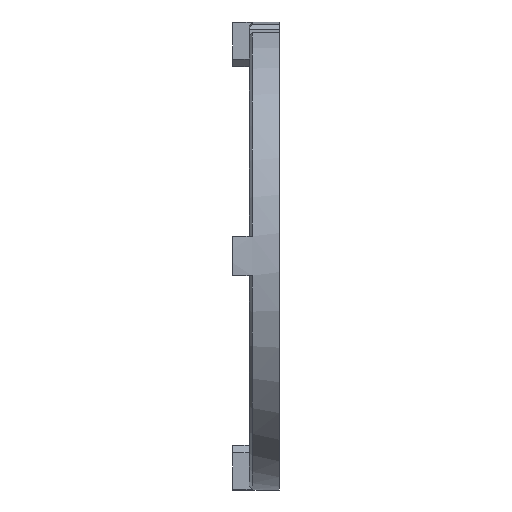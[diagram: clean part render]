
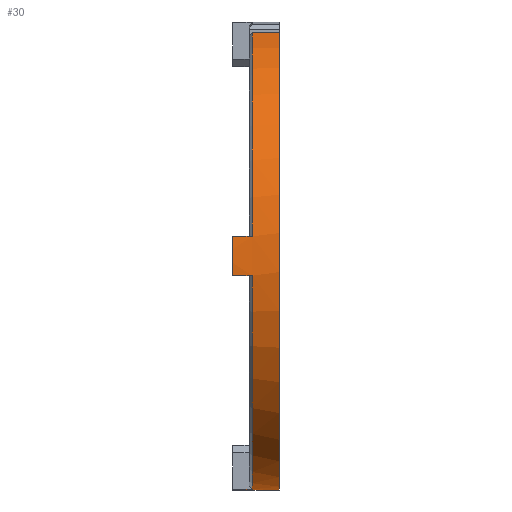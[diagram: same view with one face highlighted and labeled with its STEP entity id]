
A CAD part, left-side view. The second image highlights one B-rep face of the part: STEP entity #30.
In plain terms, the highlighted cylindrical face has radius 30.9 mm (diameter 61.8 mm), a partial arc.
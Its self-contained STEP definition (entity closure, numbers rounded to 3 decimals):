
#11 = DIRECTION ( 'NONE',  ( 0., 1., 0. ) ) ;
#21 = LINE ( 'NONE', #555, #1233 ) ;
#24 = CARTESIAN_POINT ( 'NONE',  ( -9.26, 0., 29.48 ) ) ;
#30 = ADVANCED_FACE ( 'NONE', ( #497 ), #1547, .T. ) ;
#36 = LINE ( 'NONE', #62, #652 ) ;
#62 = CARTESIAN_POINT ( 'NONE',  ( -30.79, 6.2, -2.6 ) ) ;
#67 = AXIS2_PLACEMENT_3D ( 'NONE', #1102, #820, #703 ) ;
#133 = CARTESIAN_POINT ( 'NONE',  ( 0., 6.2, 0. ) ) ;
#175 = DIRECTION ( 'NONE',  ( 0., -1., 0. ) ) ;
#213 = DIRECTION ( 'NONE',  ( 0., 0., 1. ) ) ;
#248 = ORIENTED_EDGE ( 'NONE', *, *, #309, .T. ) ;
#250 = VERTEX_POINT ( 'NONE', #640 ) ;
#256 = DIRECTION ( 'NONE',  ( -1., 0., 0. ) ) ;
#294 = CARTESIAN_POINT ( 'NONE',  ( -9.26, 3.6, 29.48 ) ) ;
#309 = EDGE_CURVE ( 'NONE', #1519, #748, #459, .T. ) ;
#325 = CARTESIAN_POINT ( 'NONE',  ( 0., 4., 0. ) ) ;
#353 = EDGE_LOOP ( 'NONE', ( #461, #450, #1569, #1306, #248, #1377, #528, #357, #1100, #1203 ) ) ;
#357 = ORIENTED_EDGE ( 'NONE', *, *, #910, .T. ) ;
#427 = DIRECTION ( 'NONE',  ( 0., -1., 0. ) ) ;
#450 = ORIENTED_EDGE ( 'NONE', *, *, #1512, .T. ) ;
#453 = CIRCLE ( 'NONE', #1450, 30.9 ) ;
#459 = CIRCLE ( 'NONE', #67, 30.9 ) ;
#461 = ORIENTED_EDGE ( 'NONE', *, *, #1501, .F. ) ;
#469 = VERTEX_POINT ( 'NONE', #607 ) ;
#479 = EDGE_CURVE ( 'NONE', #543, #748, #852, .T. ) ;
#482 = CIRCLE ( 'NONE', #1485, 30.9 ) ;
#495 = CARTESIAN_POINT ( 'NONE',  ( 0., 0., -30.9 ) ) ;
#497 = FACE_OUTER_BOUND ( 'NONE', #353, .T. ) ;
#513 = VECTOR ( 'NONE', #1392, 1000. ) ;
#528 = ORIENTED_EDGE ( 'NONE', *, *, #1276, .F. ) ;
#542 = LINE ( 'NONE', #677, #1165 ) ;
#543 = VERTEX_POINT ( 'NONE', #1535 ) ;
#553 = CARTESIAN_POINT ( 'NONE',  ( -30.79, 3.6, 2.6 ) ) ;
#555 = CARTESIAN_POINT ( 'NONE',  ( 0., 4., -30.9 ) ) ;
#590 = VERTEX_POINT ( 'NONE', #647 ) ;
#607 = CARTESIAN_POINT ( 'NONE',  ( -30.79, 3.6, -2.6 ) ) ;
#640 = CARTESIAN_POINT ( 'NONE',  ( -30.79, 6.2, -2.6 ) ) ;
#647 = CARTESIAN_POINT ( 'NONE',  ( -2.6, 6.2, -30.79 ) ) ;
#652 = VECTOR ( 'NONE', #175, 1000. ) ;
#677 = CARTESIAN_POINT ( 'NONE',  ( -9.26, 4., 29.48 ) ) ;
#693 = AXIS2_PLACEMENT_3D ( 'NONE', #1035, #1158, #213 ) ;
#703 = DIRECTION ( 'NONE',  ( 0., 0., 1. ) ) ;
#708 = VERTEX_POINT ( 'NONE', #495 ) ;
#722 = VERTEX_POINT ( 'NONE', #1754 ) ;
#748 = VERTEX_POINT ( 'NONE', #553 ) ;
#749 = EDGE_CURVE ( 'NONE', #1334, #1519, #542, .T. ) ;
#820 = DIRECTION ( 'NONE',  ( 0., -1., 0. ) ) ;
#836 = DIRECTION ( 'NONE',  ( 0., 0., -1. ) ) ;
#839 = AXIS2_PLACEMENT_3D ( 'NONE', #325, #872, #1410 ) ;
#852 = LINE ( 'NONE', #1152, #997 ) ;
#872 = DIRECTION ( 'NONE',  ( 0., -1., 0. ) ) ;
#876 = DIRECTION ( 'NONE',  ( 0., -1., 0. ) ) ;
#888 = CARTESIAN_POINT ( 'NONE',  ( 0., 0., 0. ) ) ;
#910 = EDGE_CURVE ( 'NONE', #250, #469, #36, .T. ) ;
#983 = LINE ( 'NONE', #1124, #513 ) ;
#997 = VECTOR ( 'NONE', #876, 1000. ) ;
#1035 = CARTESIAN_POINT ( 'NONE',  ( 0., 3.6, 0. ) ) ;
#1100 = ORIENTED_EDGE ( 'NONE', *, *, #1638, .T. ) ;
#1102 = CARTESIAN_POINT ( 'NONE',  ( 0., 3.6, 0. ) ) ;
#1124 = CARTESIAN_POINT ( 'NONE',  ( -2.6, 6.2, -30.79 ) ) ;
#1152 = CARTESIAN_POINT ( 'NONE',  ( -30.79, 6.2, 2.6 ) ) ;
#1158 = DIRECTION ( 'NONE',  ( 0., -1., 0. ) ) ;
#1165 = VECTOR ( 'NONE', #11, 1000. ) ;
#1169 = AXIS2_PLACEMENT_3D ( 'NONE', #1385, #1500, #836 ) ;
#1203 = ORIENTED_EDGE ( 'NONE', *, *, #1560, .F. ) ;
#1233 = VECTOR ( 'NONE', #427, 1000. ) ;
#1276 = EDGE_CURVE ( 'NONE', #250, #543, #453, .T. ) ;
#1282 = CARTESIAN_POINT ( 'NONE',  ( 0., 6.2, -30.9 ) ) ;
#1306 = ORIENTED_EDGE ( 'NONE', *, *, #749, .T. ) ;
#1334 = VERTEX_POINT ( 'NONE', #24 ) ;
#1377 = ORIENTED_EDGE ( 'NONE', *, *, #479, .F. ) ;
#1385 = CARTESIAN_POINT ( 'NONE',  ( 0., 6.2, 0. ) ) ;
#1392 = DIRECTION ( 'NONE',  ( 0., -1., 0. ) ) ;
#1399 = CIRCLE ( 'NONE', #1169, 30.9 ) ;
#1408 = EDGE_CURVE ( 'NONE', #708, #1334, #482, .T. ) ;
#1410 = DIRECTION ( 'NONE',  ( 0., 0., -1. ) ) ;
#1426 = DIRECTION ( 'NONE',  ( 0., 0., 1. ) ) ;
#1450 = AXIS2_PLACEMENT_3D ( 'NONE', #133, #1475, #256 ) ;
#1454 = CIRCLE ( 'NONE', #693, 30.9 ) ;
#1475 = DIRECTION ( 'NONE',  ( 0., 1., 0. ) ) ;
#1485 = AXIS2_PLACEMENT_3D ( 'NONE', #888, #1604, #1426 ) ;
#1500 = DIRECTION ( 'NONE',  ( 0., 1., 0. ) ) ;
#1501 = EDGE_CURVE ( 'NONE', #1586, #590, #1399, .T. ) ;
#1512 = EDGE_CURVE ( 'NONE', #1586, #708, #21, .T. ) ;
#1519 = VERTEX_POINT ( 'NONE', #294 ) ;
#1535 = CARTESIAN_POINT ( 'NONE',  ( -30.79, 6.2, 2.6 ) ) ;
#1547 = CYLINDRICAL_SURFACE ( 'NONE', #839, 30.9 ) ;
#1560 = EDGE_CURVE ( 'NONE', #590, #722, #983, .T. ) ;
#1569 = ORIENTED_EDGE ( 'NONE', *, *, #1408, .T. ) ;
#1586 = VERTEX_POINT ( 'NONE', #1282 ) ;
#1604 = DIRECTION ( 'NONE',  ( 0., 1., 0. ) ) ;
#1638 = EDGE_CURVE ( 'NONE', #469, #722, #1454, .T. ) ;
#1754 = CARTESIAN_POINT ( 'NONE',  ( -2.6, 3.6, -30.79 ) ) ;
